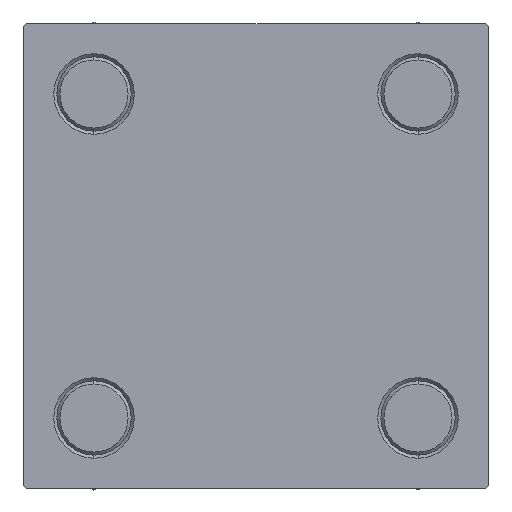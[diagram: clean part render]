
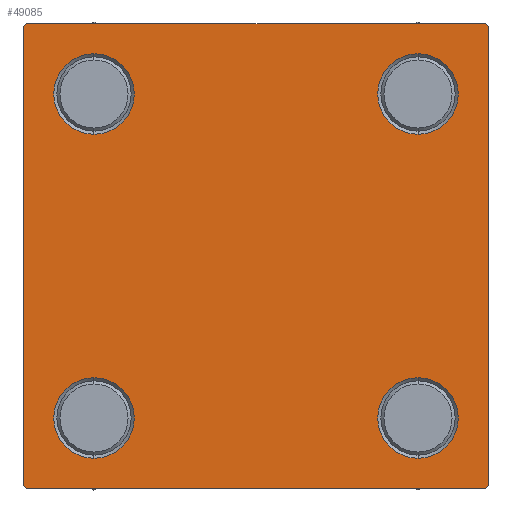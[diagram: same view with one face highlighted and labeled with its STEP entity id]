
A CAD part, left-side view. The second image highlights one B-rep face of the part: STEP entity #49085.
In plain terms, the highlighted planar face has unit normal (-1, 0, 0).
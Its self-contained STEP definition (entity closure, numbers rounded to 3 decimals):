
#116 = EDGE_CURVE ( 'NONE', #28923, #42458, #24873, .T. ) ;
#856 = ORIENTED_EDGE ( 'NONE', *, *, #39921, .T. ) ;
#881 = VECTOR ( 'NONE', #4417, 1000. ) ;
#1112 = EDGE_CURVE ( 'NONE', #5081, #9514, #28043, .T. ) ;
#1335 = VERTEX_POINT ( 'NONE', #16374 ) ;
#2228 = CARTESIAN_POINT ( 'NONE',  ( 0., 26.15, 26.15 ) ) ;
#2292 = ORIENTED_EDGE ( 'NONE', *, *, #17722, .F. ) ;
#2297 = EDGE_LOOP ( 'NONE', ( #21271, #45058, #856, #9551, #2292, #50006, #32623, #17622 ) ) ;
#2407 = CARTESIAN_POINT ( 'NONE',  ( 0., -37., -37.5 ) ) ;
#2698 = VERTEX_POINT ( 'NONE', #33154 ) ;
#2800 = EDGE_CURVE ( 'NONE', #2698, #32061, #14207, .T. ) ;
#3125 = DIRECTION ( 'NONE',  ( 1., 0., 0. ) ) ;
#3165 = EDGE_LOOP ( 'NONE', ( #31239, #39391 ) ) ;
#3483 = AXIS2_PLACEMENT_3D ( 'NONE', #30097, #3125, #38925 ) ;
#4417 = DIRECTION ( 'NONE',  ( 0., 0., -1. ) ) ;
#5081 = VERTEX_POINT ( 'NONE', #26289 ) ;
#5207 = DIRECTION ( 'NONE',  ( 1., 0., 0. ) ) ;
#5210 = DIRECTION ( 'NONE',  ( 0., -0.707, -0.707 ) ) ;
#5376 = FACE_BOUND ( 'NONE', #16342, .T. ) ;
#5671 = EDGE_CURVE ( 'NONE', #1335, #51214, #9567, .T. ) ;
#5851 = CARTESIAN_POINT ( 'NONE',  ( 0., -26.15, 32.65 ) ) ;
#5861 = DIRECTION ( 'NONE',  ( 1., 0., 0. ) ) ;
#6624 = DIRECTION ( 'NONE',  ( 1., 0., 0. ) ) ;
#7799 = EDGE_CURVE ( 'NONE', #9514, #5081, #24179, .T. ) ;
#9261 = PLANE ( 'NONE',  #36895 ) ;
#9281 = AXIS2_PLACEMENT_3D ( 'NONE', #9903, #17959, #37920 ) ;
#9514 = VERTEX_POINT ( 'NONE', #5851 ) ;
#9551 = ORIENTED_EDGE ( 'NONE', *, *, #116, .T. ) ;
#9567 = LINE ( 'NONE', #25402, #881 ) ;
#9587 = EDGE_CURVE ( 'NONE', #48383, #1335, #21678, .T. ) ;
#9745 = EDGE_CURVE ( 'NONE', #47883, #18665, #31668, .T. ) ;
#9766 = VECTOR ( 'NONE', #20982, 1000. ) ;
#9823 = DIRECTION ( 'NONE',  ( 0., -1., 0. ) ) ;
#9903 = CARTESIAN_POINT ( 'NONE',  ( 0., 26.15, -26.15 ) ) ;
#9910 = DIRECTION ( 'NONE',  ( 0., 0., 1. ) ) ;
#10047 = CARTESIAN_POINT ( 'NONE',  ( 0., -37., 37.5 ) ) ;
#10551 = ORIENTED_EDGE ( 'NONE', *, *, #1112, .T. ) ;
#10692 = CARTESIAN_POINT ( 'NONE',  ( 0., -26.15, 26.15 ) ) ;
#12324 = EDGE_CURVE ( 'NONE', #24722, #38410, #29971, .T. ) ;
#12497 = CIRCLE ( 'NONE', #14984, 6.5 ) ;
#13223 = VECTOR ( 'NONE', #42477, 1000. ) ;
#13253 = DIRECTION ( 'NONE',  ( 0., -1., 0. ) ) ;
#13558 = CARTESIAN_POINT ( 'NONE',  ( 0., -37.5, -37. ) ) ;
#13928 = CARTESIAN_POINT ( 'NONE',  ( 0., 37., 37.5 ) ) ;
#14207 = LINE ( 'NONE', #49481, #13223 ) ;
#14787 = AXIS2_PLACEMENT_3D ( 'NONE', #36232, #27224, #35016 ) ;
#14984 = AXIS2_PLACEMENT_3D ( 'NONE', #23787, #43760, #42987 ) ;
#15063 = EDGE_CURVE ( 'NONE', #51214, #38805, #37116, .T. ) ;
#15704 = VECTOR ( 'NONE', #27968, 1000. ) ;
#16342 = EDGE_LOOP ( 'NONE', ( #34726, #22605 ) ) ;
#16374 = CARTESIAN_POINT ( 'NONE',  ( 0., 37.5, 37. ) ) ;
#16810 = FACE_BOUND ( 'NONE', #43798, .T. ) ;
#17578 = VERTEX_POINT ( 'NONE', #42771 ) ;
#17622 = ORIENTED_EDGE ( 'NONE', *, *, #9587, .T. ) ;
#17655 = VECTOR ( 'NONE', #5210, 1000. ) ;
#17722 = EDGE_CURVE ( 'NONE', #2698, #42458, #24074, .T. ) ;
#17959 = DIRECTION ( 'NONE',  ( 1., 0., 0. ) ) ;
#18191 = CIRCLE ( 'NONE', #26488, 6.5 ) ;
#18665 = VERTEX_POINT ( 'NONE', #23613 ) ;
#19162 = EDGE_CURVE ( 'NONE', #17578, #27385, #32313, .T. ) ;
#19226 = EDGE_CURVE ( 'NONE', #27385, #17578, #18191, .T. ) ;
#20298 = VECTOR ( 'NONE', #13253, 1000. ) ;
#20982 = DIRECTION ( 'NONE',  ( 0., -0.707, 0.707 ) ) ;
#21084 = CARTESIAN_POINT ( 'NONE',  ( 0., 37., -37.5 ) ) ;
#21271 = ORIENTED_EDGE ( 'NONE', *, *, #5671, .T. ) ;
#21332 = EDGE_LOOP ( 'NONE', ( #36058, #10551 ) ) ;
#21451 = DIRECTION ( 'NONE',  ( 0., 0., 1. ) ) ;
#21678 = LINE ( 'NONE', #29210, #32472 ) ;
#22605 = ORIENTED_EDGE ( 'NONE', *, *, #9745, .T. ) ;
#23228 = DIRECTION ( 'NONE',  ( 0., 0., 1. ) ) ;
#23518 = ORIENTED_EDGE ( 'NONE', *, *, #19226, .T. ) ;
#23613 = CARTESIAN_POINT ( 'NONE',  ( 0., 26.15, -19.65 ) ) ;
#23787 = CARTESIAN_POINT ( 'NONE',  ( 0., 26.15, -26.15 ) ) ;
#24074 = LINE ( 'NONE', #47424, #15704 ) ;
#24179 = CIRCLE ( 'NONE', #33287, 6.5 ) ;
#24722 = VERTEX_POINT ( 'NONE', #39095 ) ;
#24791 = EDGE_CURVE ( 'NONE', #18665, #47883, #12497, .T. ) ;
#24873 = LINE ( 'NONE', #40693, #9766 ) ;
#25090 = CARTESIAN_POINT ( 'NONE',  ( 0., 0., 0. ) ) ;
#25402 = CARTESIAN_POINT ( 'NONE',  ( 0., 37.5, 37.5 ) ) ;
#26289 = CARTESIAN_POINT ( 'NONE',  ( 0., -26.15, 19.65 ) ) ;
#26345 = CARTESIAN_POINT ( 'NONE',  ( 0., 26.15, 26.15 ) ) ;
#26449 = EDGE_CURVE ( 'NONE', #38410, #24722, #42342, .T. ) ;
#26488 = AXIS2_PLACEMENT_3D ( 'NONE', #26345, #6624, #23228 ) ;
#27224 = DIRECTION ( 'NONE',  ( 1., 0., 0. ) ) ;
#27385 = VERTEX_POINT ( 'NONE', #27748 ) ;
#27748 = CARTESIAN_POINT ( 'NONE',  ( 0., 26.15, 19.65 ) ) ;
#27968 = DIRECTION ( 'NONE',  ( 0., 0., -1. ) ) ;
#28043 = CIRCLE ( 'NONE', #14787, 6.5 ) ;
#28738 = CARTESIAN_POINT ( 'NONE',  ( 0., 26.15, -32.65 ) ) ;
#28831 = CARTESIAN_POINT ( 'NONE',  ( 0., 37.5, -37. ) ) ;
#28923 = VERTEX_POINT ( 'NONE', #2407 ) ;
#29210 = CARTESIAN_POINT ( 'NONE',  ( 0., 37.25, 37.25 ) ) ;
#29971 = CIRCLE ( 'NONE', #3483, 6.5 ) ;
#30053 = LINE ( 'NONE', #45878, #36189 ) ;
#30097 = CARTESIAN_POINT ( 'NONE',  ( 0., -26.15, -26.15 ) ) ;
#31239 = ORIENTED_EDGE ( 'NONE', *, *, #12324, .T. ) ;
#31668 = CIRCLE ( 'NONE', #9281, 6.5 ) ;
#32061 = VERTEX_POINT ( 'NONE', #10047 ) ;
#32313 = CIRCLE ( 'NONE', #45553, 6.5 ) ;
#32472 = VECTOR ( 'NONE', #42163, 1000. ) ;
#32623 = ORIENTED_EDGE ( 'NONE', *, *, #43207, .F. ) ;
#33154 = CARTESIAN_POINT ( 'NONE',  ( 0., -37.5, 37. ) ) ;
#33287 = AXIS2_PLACEMENT_3D ( 'NONE', #10692, #46488, #9910 ) ;
#33880 = DIRECTION ( 'NONE',  ( 0., 0., 1. ) ) ;
#34726 = ORIENTED_EDGE ( 'NONE', *, *, #24791, .T. ) ;
#34939 = CARTESIAN_POINT ( 'NONE',  ( 0., -26.15, -32.65 ) ) ;
#35016 = DIRECTION ( 'NONE',  ( 0., 0., 1. ) ) ;
#35857 = DIRECTION ( 'NONE',  ( 0., 0., 1. ) ) ;
#36058 = ORIENTED_EDGE ( 'NONE', *, *, #7799, .T. ) ;
#36189 = VECTOR ( 'NONE', #9823, 1000. ) ;
#36232 = CARTESIAN_POINT ( 'NONE',  ( 0., -26.15, 26.15 ) ) ;
#36778 = FACE_BOUND ( 'NONE', #21332, .T. ) ;
#36895 = AXIS2_PLACEMENT_3D ( 'NONE', #25090, #37027, #21451 ) ;
#37027 = DIRECTION ( 'NONE',  ( -1., 0., 0. ) ) ;
#37116 = LINE ( 'NONE', #40756, #17655 ) ;
#37920 = DIRECTION ( 'NONE',  ( 0., 0., 1. ) ) ;
#38410 = VERTEX_POINT ( 'NONE', #34939 ) ;
#38805 = VERTEX_POINT ( 'NONE', #21084 ) ;
#38925 = DIRECTION ( 'NONE',  ( 0., 0., 1. ) ) ;
#39095 = CARTESIAN_POINT ( 'NONE',  ( 0., -26.15, -19.65 ) ) ;
#39391 = ORIENTED_EDGE ( 'NONE', *, *, #26449, .T. ) ;
#39921 = EDGE_CURVE ( 'NONE', #38805, #28923, #40997, .T. ) ;
#40500 = CARTESIAN_POINT ( 'NONE',  ( 0., -26.15, -26.15 ) ) ;
#40693 = CARTESIAN_POINT ( 'NONE',  ( 0., -37.25, -37.25 ) ) ;
#40756 = CARTESIAN_POINT ( 'NONE',  ( 0., 37.25, -37.25 ) ) ;
#40997 = LINE ( 'NONE', #48527, #20298 ) ;
#41174 = FACE_BOUND ( 'NONE', #3165, .T. ) ;
#41513 = AXIS2_PLACEMENT_3D ( 'NONE', #40500, #5207, #35857 ) ;
#42163 = DIRECTION ( 'NONE',  ( 0., 0.707, -0.707 ) ) ;
#42342 = CIRCLE ( 'NONE', #41513, 6.5 ) ;
#42458 = VERTEX_POINT ( 'NONE', #13558 ) ;
#42477 = DIRECTION ( 'NONE',  ( 0., 0.707, 0.707 ) ) ;
#42771 = CARTESIAN_POINT ( 'NONE',  ( 0., 26.15, 32.65 ) ) ;
#42987 = DIRECTION ( 'NONE',  ( 0., 0., 1. ) ) ;
#43207 = EDGE_CURVE ( 'NONE', #48383, #32061, #30053, .T. ) ;
#43760 = DIRECTION ( 'NONE',  ( 1., 0., 0. ) ) ;
#43798 = EDGE_LOOP ( 'NONE', ( #45829, #23518 ) ) ;
#45058 = ORIENTED_EDGE ( 'NONE', *, *, #15063, .T. ) ;
#45553 = AXIS2_PLACEMENT_3D ( 'NONE', #2228, #5861, #33880 ) ;
#45829 = ORIENTED_EDGE ( 'NONE', *, *, #19162, .T. ) ;
#45878 = CARTESIAN_POINT ( 'NONE',  ( 0., 37.5, 37.5 ) ) ;
#46488 = DIRECTION ( 'NONE',  ( 1., 0., 0. ) ) ;
#47424 = CARTESIAN_POINT ( 'NONE',  ( 0., -37.5, 37.5 ) ) ;
#47883 = VERTEX_POINT ( 'NONE', #28738 ) ;
#48383 = VERTEX_POINT ( 'NONE', #13928 ) ;
#48527 = CARTESIAN_POINT ( 'NONE',  ( 0., 37.5, -37.5 ) ) ;
#48704 = FACE_OUTER_BOUND ( 'NONE', #2297, .T. ) ;
#49085 = ADVANCED_FACE ( 'NONE', ( #36778, #41174, #5376, #16810, #48704 ), #9261, .T. ) ;
#49481 = CARTESIAN_POINT ( 'NONE',  ( 0., -37.25, 37.25 ) ) ;
#50006 = ORIENTED_EDGE ( 'NONE', *, *, #2800, .T. ) ;
#51214 = VERTEX_POINT ( 'NONE', #28831 ) ;
